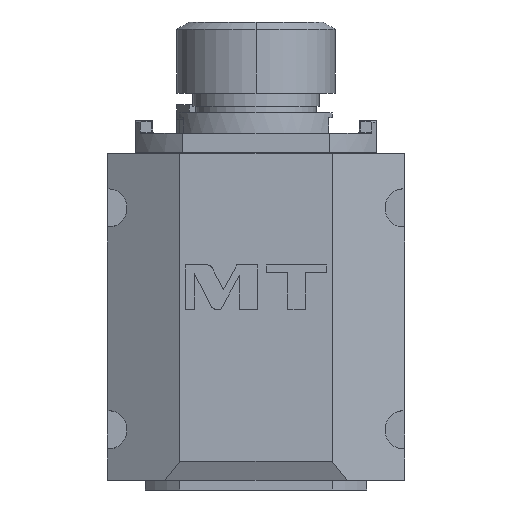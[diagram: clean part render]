
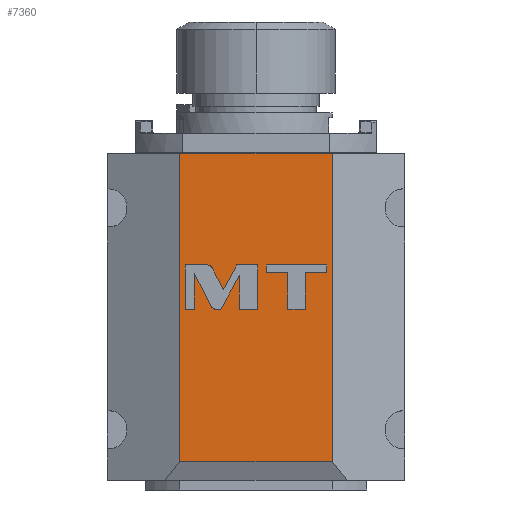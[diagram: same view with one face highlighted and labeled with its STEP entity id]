
A CAD part, left-side view. The second image highlights one B-rep face of the part: STEP entity #7360.
In plain terms, the highlighted planar face has unit normal (-1, 0, 0).
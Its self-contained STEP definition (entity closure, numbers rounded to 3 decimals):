
#1449=DIRECTION('',(0.,1.,0.));
#1450=VECTOR('',#1449,48.);
#1451=CARTESIAN_POINT('',(-110.,-24.,-45.));
#1452=LINE('',#1451,#1450);
#1453=DIRECTION('',(0.,0.,1.));
#1454=VECTOR('',#1453,97.2);
#1455=CARTESIAN_POINT('',(-110.,24.,-45.));
#1456=LINE('',#1455,#1454);
#1457=DIRECTION('',(0.,-1.,0.));
#1458=VECTOR('',#1457,48.);
#1459=CARTESIAN_POINT('',(-110.,24.,52.2));
#1460=LINE('',#1459,#1458);
#1461=DIRECTION('',(0.,0.,1.));
#1462=VECTOR('',#1461,97.2);
#1463=CARTESIAN_POINT('',(-110.,-24.,-45.));
#1464=LINE('',#1463,#1462);
#1465=CARTESIAN_POINT('',(-110.,13.841,16.089));
#1466=CARTESIAN_POINT('',(-110.,14.131,16.651));
#1467=CARTESIAN_POINT('',(-110.,14.705,17.));
#1468=CARTESIAN_POINT('',(-110.,15.337,17.));
#1470=DIRECTION('',(0.,1.,0.));
#1471=VECTOR('',#1470,7.038);
#1472=CARTESIAN_POINT('',(-110.,15.337,17.));
#1473=LINE('',#1472,#1471);
#1474=DIRECTION('',(0.,0.,-1.));
#1475=VECTOR('',#1474,14.);
#1476=CARTESIAN_POINT('',(-110.,22.375,17.));
#1477=LINE('',#1476,#1475);
#1478=DIRECTION('',(0.,-1.,0.));
#1479=VECTOR('',#1478,2.912);
#1480=CARTESIAN_POINT('',(-110.,22.375,3.));
#1481=LINE('',#1480,#1479);
#1482=DIRECTION('',(0.,0.,1.));
#1483=VECTOR('',#1482,11.341);
#1484=CARTESIAN_POINT('',(-110.,19.463,3.));
#1485=LINE('',#1484,#1483);
#1486=DIRECTION('',(0.,-0.459,-0.888));
#1487=VECTOR('',#1486,11.742);
#1488=CARTESIAN_POINT('',(-110.,19.463,14.341));
#1489=LINE('',#1488,#1487);
#1490=CARTESIAN_POINT('',(-110.,14.07,3.911));
#1491=CARTESIAN_POINT('',(-110.,13.779,3.348));
#1492=CARTESIAN_POINT('',(-110.,13.204,3.));
#1493=CARTESIAN_POINT('',(-110.,12.57,3.));
#1495=DIRECTION('',(0.,-1.,0.));
#1496=VECTOR('',#1495,1.46);
#1497=CARTESIAN_POINT('',(-110.,12.57,3.));
#1498=LINE('',#1497,#1496);
#1499=DIRECTION('',(0.,-0.481,0.877));
#1500=VECTOR('',#1499,12.147);
#1501=CARTESIAN_POINT('',(-110.,11.11,3.));
#1502=LINE('',#1501,#1500);
#1503=DIRECTION('',(0.,0.,-1.));
#1504=VECTOR('',#1503,10.648);
#1505=CARTESIAN_POINT('',(-110.,5.265,13.648));
#1506=LINE('',#1505,#1504);
#1507=DIRECTION('',(0.,-1.,0.));
#1508=VECTOR('',#1507,5.891);
#1509=CARTESIAN_POINT('',(-110.,5.265,3.));
#1510=LINE('',#1509,#1508);
#1511=DIRECTION('',(0.,0.,1.));
#1512=VECTOR('',#1511,14.);
#1513=CARTESIAN_POINT('',(-110.,-0.626,3.));
#1514=LINE('',#1513,#1512);
#1515=DIRECTION('',(0.,1.,0.));
#1516=VECTOR('',#1515,6.642);
#1517=CARTESIAN_POINT('',(-110.,-0.626,17.));
#1518=LINE('',#1517,#1516);
#1519=DIRECTION('',(0.,0.481,-0.877));
#1520=VECTOR('',#1519,8.878);
#1521=CARTESIAN_POINT('',(-110.,6.016,17.));
#1522=LINE('',#1521,#1520);
#1523=DIRECTION('',(0.,0.459,0.888));
#1524=VECTOR('',#1523,7.735);
#1525=CARTESIAN_POINT('',(-110.,10.288,9.218));
#1526=LINE('',#1525,#1524);
#1527=DIRECTION('',(0.,0.,-1.));
#1528=VECTOR('',#1527,11.616);
#1529=CARTESIAN_POINT('',(-110.,-10.041,14.616));
#1530=LINE('',#1529,#1528);
#1531=DIRECTION('',(0.,-1.,0.));
#1532=VECTOR('',#1531,5.546);
#1533=CARTESIAN_POINT('',(-110.,-10.041,3.));
#1534=LINE('',#1533,#1532);
#1535=DIRECTION('',(0.,0.,1.));
#1536=VECTOR('',#1535,11.616);
#1537=CARTESIAN_POINT('',(-110.,-15.587,3.));
#1538=LINE('',#1537,#1536);
#1539=DIRECTION('',(0.,-1.,0.));
#1540=VECTOR('',#1539,6.787);
#1541=CARTESIAN_POINT('',(-110.,-15.587,14.616));
#1542=LINE('',#1541,#1540);
#1543=DIRECTION('',(0.,0.,1.));
#1544=VECTOR('',#1543,2.384);
#1545=CARTESIAN_POINT('',(-110.,-22.374,14.616));
#1546=LINE('',#1545,#1544);
#1547=DIRECTION('',(0.,1.,0.));
#1548=VECTOR('',#1547,19.12);
#1549=CARTESIAN_POINT('',(-110.,-22.374,17.));
#1550=LINE('',#1549,#1548);
#1551=DIRECTION('',(0.,0.,-1.));
#1552=VECTOR('',#1551,2.384);
#1553=CARTESIAN_POINT('',(-110.,-3.254,17.));
#1554=LINE('',#1553,#1552);
#1555=DIRECTION('',(0.,-1.,0.));
#1556=VECTOR('',#1555,6.787);
#1557=CARTESIAN_POINT('',(-110.,-3.254,14.616));
#1558=LINE('',#1557,#1556);
#4814=CARTESIAN_POINT('',(-110.,24.,52.2));
#4816=VERTEX_POINT('',#4814);
#4818=CARTESIAN_POINT('',(-110.,-24.,52.2));
#4820=VERTEX_POINT('',#4818);
#4865=CARTESIAN_POINT('',(-110.,-24.,-45.));
#4866=CARTESIAN_POINT('',(-110.,24.,-45.));
#4867=VERTEX_POINT('',#4865);
#4868=VERTEX_POINT('',#4866);
#5749=CARTESIAN_POINT('',(-110.,13.841,16.089));
#5750=VERTEX_POINT('',#5749);
#5751=CARTESIAN_POINT('',(-110.,15.337,17.));
#5752=VERTEX_POINT('',#5751);
#5753=CARTESIAN_POINT('',(-110.,22.375,17.));
#5754=VERTEX_POINT('',#5753);
#5755=CARTESIAN_POINT('',(-110.,22.375,3.));
#5756=VERTEX_POINT('',#5755);
#5757=CARTESIAN_POINT('',(-110.,19.463,3.));
#5758=VERTEX_POINT('',#5757);
#5759=CARTESIAN_POINT('',(-110.,19.463,14.341));
#5760=VERTEX_POINT('',#5759);
#5761=CARTESIAN_POINT('',(-110.,14.07,3.911));
#5762=VERTEX_POINT('',#5761);
#5763=CARTESIAN_POINT('',(-110.,12.57,3.));
#5764=VERTEX_POINT('',#5763);
#5765=CARTESIAN_POINT('',(-110.,11.11,3.));
#5766=VERTEX_POINT('',#5765);
#5767=CARTESIAN_POINT('',(-110.,5.265,13.648));
#5768=VERTEX_POINT('',#5767);
#5769=CARTESIAN_POINT('',(-110.,5.265,3.));
#5770=VERTEX_POINT('',#5769);
#5771=CARTESIAN_POINT('',(-110.,-0.626,3.));
#5772=VERTEX_POINT('',#5771);
#5773=CARTESIAN_POINT('',(-110.,-0.626,17.));
#5774=VERTEX_POINT('',#5773);
#5775=CARTESIAN_POINT('',(-110.,6.016,17.));
#5776=VERTEX_POINT('',#5775);
#5777=CARTESIAN_POINT('',(-110.,10.288,9.218));
#5778=VERTEX_POINT('',#5777);
#5779=CARTESIAN_POINT('',(-110.,-10.041,14.616));
#5780=VERTEX_POINT('',#5779);
#5781=CARTESIAN_POINT('',(-110.,-10.041,3.));
#5782=VERTEX_POINT('',#5781);
#5783=CARTESIAN_POINT('',(-110.,-15.587,3.));
#5784=VERTEX_POINT('',#5783);
#5785=CARTESIAN_POINT('',(-110.,-15.587,14.616));
#5786=VERTEX_POINT('',#5785);
#5787=CARTESIAN_POINT('',(-110.,-22.374,14.616));
#5788=VERTEX_POINT('',#5787);
#5789=CARTESIAN_POINT('',(-110.,-22.374,17.));
#5790=VERTEX_POINT('',#5789);
#5791=CARTESIAN_POINT('',(-110.,-3.254,17.));
#5792=VERTEX_POINT('',#5791);
#5793=CARTESIAN_POINT('',(-110.,-3.254,14.616));
#5794=VERTEX_POINT('',#5793);
#7297=CARTESIAN_POINT('',(-110.,0.,0.));
#7298=DIRECTION('',(1.,0.,0.));
#7299=DIRECTION('',(0.,1.,0.));
#7300=AXIS2_PLACEMENT_3D('',#7297,#7298,#7299);
#7301=PLANE('',#7300);
#7303=ORIENTED_EDGE('',*,*,#7302,.T.);
#7304=ORIENTED_EDGE('',*,*,#7158,.T.);
#7305=ORIENTED_EDGE('',*,*,#6676,.T.);
#7307=ORIENTED_EDGE('',*,*,#7306,.F.);
#7308=EDGE_LOOP('',(#7303,#7304,#7305,#7307));
#7309=FACE_OUTER_BOUND('',#7308,.F.);
#7311=ORIENTED_EDGE('',*,*,#7310,.T.);
#7313=ORIENTED_EDGE('',*,*,#7312,.T.);
#7315=ORIENTED_EDGE('',*,*,#7314,.T.);
#7317=ORIENTED_EDGE('',*,*,#7316,.T.);
#7319=ORIENTED_EDGE('',*,*,#7318,.T.);
#7321=ORIENTED_EDGE('',*,*,#7320,.T.);
#7323=ORIENTED_EDGE('',*,*,#7322,.T.);
#7325=ORIENTED_EDGE('',*,*,#7324,.T.);
#7327=ORIENTED_EDGE('',*,*,#7326,.T.);
#7329=ORIENTED_EDGE('',*,*,#7328,.T.);
#7331=ORIENTED_EDGE('',*,*,#7330,.T.);
#7333=ORIENTED_EDGE('',*,*,#7332,.T.);
#7335=ORIENTED_EDGE('',*,*,#7334,.T.);
#7337=ORIENTED_EDGE('',*,*,#7336,.T.);
#7339=ORIENTED_EDGE('',*,*,#7338,.T.);
#7340=EDGE_LOOP('',(#7311,#7313,#7315,#7317,#7319,#7321,#7323,#7325,#7327,#7329,
#7331,#7333,#7335,#7337,#7339));
#7341=FACE_BOUND('',#7340,.F.);
#7343=ORIENTED_EDGE('',*,*,#7342,.T.);
#7345=ORIENTED_EDGE('',*,*,#7344,.T.);
#7347=ORIENTED_EDGE('',*,*,#7346,.T.);
#7349=ORIENTED_EDGE('',*,*,#7348,.T.);
#7351=ORIENTED_EDGE('',*,*,#7350,.T.);
#7353=ORIENTED_EDGE('',*,*,#7352,.T.);
#7355=ORIENTED_EDGE('',*,*,#7354,.T.);
#7357=ORIENTED_EDGE('',*,*,#7356,.T.);
#7358=EDGE_LOOP('',(#7343,#7345,#7347,#7349,#7351,#7353,#7355,#7357));
#7359=FACE_BOUND('',#7358,.F.);
#7360=ADVANCED_FACE('',(#7309,#7341,#7359),#7301,.F.);
#1469=B_SPLINE_CURVE_WITH_KNOTS('',3,(#1465,#1466,#1467,#1468),.UNSPECIFIED.,
.F.,.F.,(4,4),(0.,1.),.UNSPECIFIED.);
#1494=B_SPLINE_CURVE_WITH_KNOTS('',3,(#1490,#1491,#1492,#1493),.UNSPECIFIED.,
.F.,.F.,(4,4),(0.,1.),.UNSPECIFIED.);
#6676=EDGE_CURVE('',#4816,#4820,#1460,.T.);
#7158=EDGE_CURVE('',#4868,#4816,#1456,.T.);
#7302=EDGE_CURVE('',#4867,#4868,#1452,.T.);
#7306=EDGE_CURVE('',#4867,#4820,#1464,.T.);
#7310=EDGE_CURVE('',#5750,#5752,#1469,.T.);
#7312=EDGE_CURVE('',#5752,#5754,#1473,.T.);
#7314=EDGE_CURVE('',#5754,#5756,#1477,.T.);
#7316=EDGE_CURVE('',#5756,#5758,#1481,.T.);
#7318=EDGE_CURVE('',#5758,#5760,#1485,.T.);
#7320=EDGE_CURVE('',#5760,#5762,#1489,.T.);
#7322=EDGE_CURVE('',#5762,#5764,#1494,.T.);
#7324=EDGE_CURVE('',#5764,#5766,#1498,.T.);
#7326=EDGE_CURVE('',#5766,#5768,#1502,.T.);
#7328=EDGE_CURVE('',#5768,#5770,#1506,.T.);
#7330=EDGE_CURVE('',#5770,#5772,#1510,.T.);
#7332=EDGE_CURVE('',#5772,#5774,#1514,.T.);
#7334=EDGE_CURVE('',#5774,#5776,#1518,.T.);
#7336=EDGE_CURVE('',#5776,#5778,#1522,.T.);
#7338=EDGE_CURVE('',#5778,#5750,#1526,.T.);
#7342=EDGE_CURVE('',#5780,#5782,#1530,.T.);
#7344=EDGE_CURVE('',#5782,#5784,#1534,.T.);
#7346=EDGE_CURVE('',#5784,#5786,#1538,.T.);
#7348=EDGE_CURVE('',#5786,#5788,#1542,.T.);
#7350=EDGE_CURVE('',#5788,#5790,#1546,.T.);
#7352=EDGE_CURVE('',#5790,#5792,#1550,.T.);
#7354=EDGE_CURVE('',#5792,#5794,#1554,.T.);
#7356=EDGE_CURVE('',#5794,#5780,#1558,.T.);
